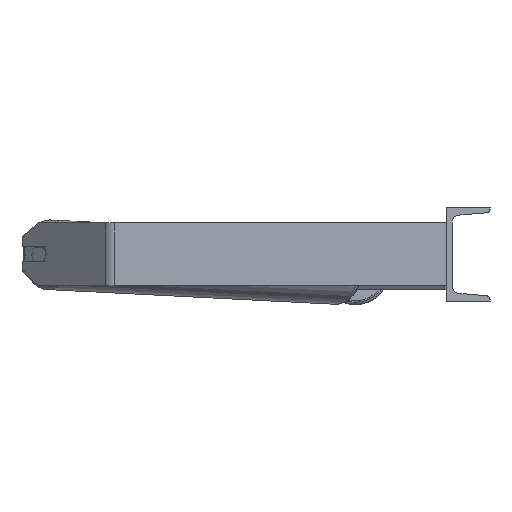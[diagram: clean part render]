
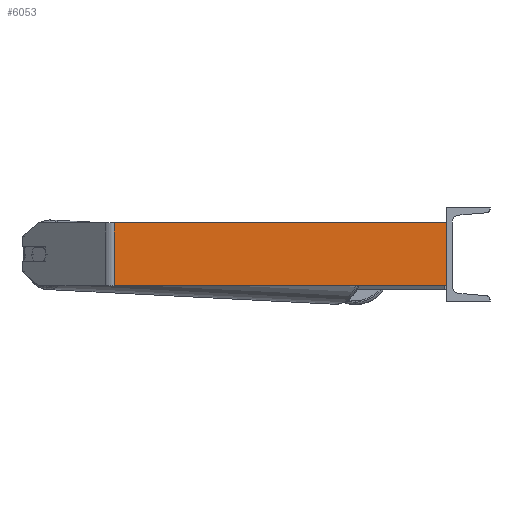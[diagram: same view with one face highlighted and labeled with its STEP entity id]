
A CAD part, left-side view. The second image highlights one B-rep face of the part: STEP entity #6053.
In plain terms, the highlighted planar face has unit normal (-1, 0, 0).
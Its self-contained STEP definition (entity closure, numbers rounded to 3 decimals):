
#402 = EDGE_CURVE ( 'NONE', #4862, #5784, #934, .T. ) ;
#802 = CARTESIAN_POINT ( 'NONE',  ( -785., 424.575, -40. ) ) ;
#934 = LINE ( 'NONE', #1676, #7253 ) ;
#1008 = DIRECTION ( 'NONE',  ( 0., 0., -1. ) ) ;
#1023 = EDGE_CURVE ( 'NONE', #1354, #4862, #7569, .T. ) ;
#1197 = LINE ( 'NONE', #3312, #7939 ) ;
#1293 = LINE ( 'NONE', #8957, #6844 ) ;
#1354 = VERTEX_POINT ( 'NONE', #8560 ) ;
#1676 = CARTESIAN_POINT ( 'NONE',  ( -785., 431.202, -40. ) ) ;
#2439 = DIRECTION ( 'NONE',  ( 1., 0., 0. ) ) ;
#2792 = CARTESIAN_POINT ( 'NONE',  ( -785., 0., 40. ) ) ;
#2936 = VECTOR ( 'NONE', #3595, 1000. ) ;
#3059 = PLANE ( 'NONE',  #5697 ) ;
#3109 = CARTESIAN_POINT ( 'NONE',  ( -785., 431.202, 40. ) ) ;
#3312 = CARTESIAN_POINT ( 'NONE',  ( -785., 0., 40. ) ) ;
#3366 = EDGE_CURVE ( 'NONE', #4065, #5784, #1197, .T. ) ;
#3595 = DIRECTION ( 'NONE',  ( 0., 0., -1. ) ) ;
#3778 = FACE_OUTER_BOUND ( 'NONE', #5223, .T. ) ;
#3900 = ORIENTED_EDGE ( 'NONE', *, *, #1023, .T. ) ;
#4065 = VERTEX_POINT ( 'NONE', #2792 ) ;
#4400 = CARTESIAN_POINT ( 'NONE',  ( -785., 0., -40. ) ) ;
#4496 = DIRECTION ( 'NONE',  ( 0., -1., 0. ) ) ;
#4862 = VERTEX_POINT ( 'NONE', #802 ) ;
#5223 = EDGE_LOOP ( 'NONE', ( #6069, #8030, #5638, #3900 ) ) ;
#5275 = DIRECTION ( 'NONE',  ( 0., 1., 0. ) ) ;
#5638 = ORIENTED_EDGE ( 'NONE', *, *, #6497, .F. ) ;
#5697 = AXIS2_PLACEMENT_3D ( 'NONE', #3109, #2439, #5275 ) ;
#5784 = VERTEX_POINT ( 'NONE', #4400 ) ;
#6053 = ADVANCED_FACE ( 'NONE', ( #3778 ), #3059, .F. ) ;
#6069 = ORIENTED_EDGE ( 'NONE', *, *, #402, .T. ) ;
#6497 = EDGE_CURVE ( 'NONE', #1354, #4065, #1293, .T. ) ;
#6844 = VECTOR ( 'NONE', #7580, 1000. ) ;
#7253 = VECTOR ( 'NONE', #4496, 1000. ) ;
#7569 = LINE ( 'NONE', #8942, #2936 ) ;
#7580 = DIRECTION ( 'NONE',  ( 0., -1., 0. ) ) ;
#7939 = VECTOR ( 'NONE', #1008, 1000. ) ;
#8030 = ORIENTED_EDGE ( 'NONE', *, *, #3366, .F. ) ;
#8560 = CARTESIAN_POINT ( 'NONE',  ( -785., 424.575, 40. ) ) ;
#8942 = CARTESIAN_POINT ( 'NONE',  ( -785., 424.575, 40. ) ) ;
#8957 = CARTESIAN_POINT ( 'NONE',  ( -785., 431.202, 40. ) ) ;
